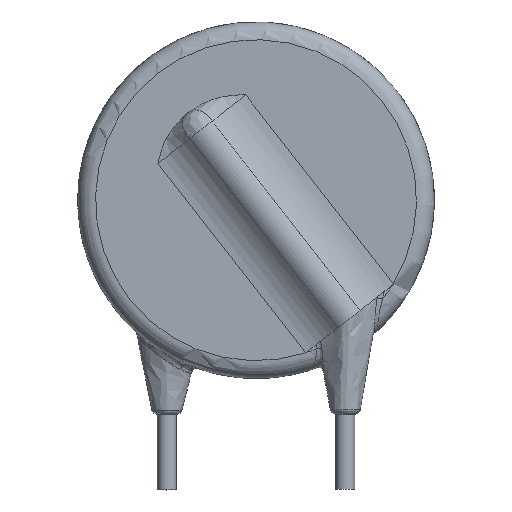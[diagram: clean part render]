
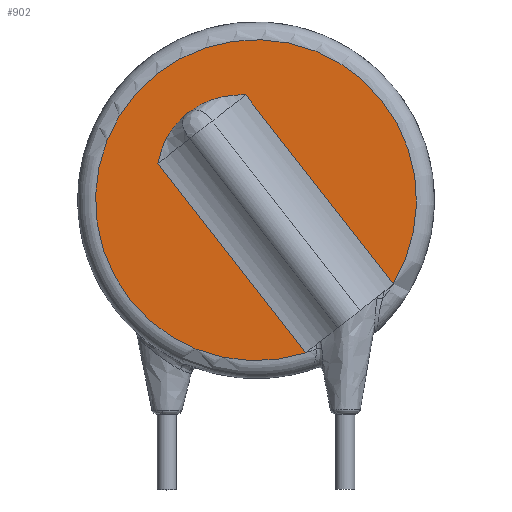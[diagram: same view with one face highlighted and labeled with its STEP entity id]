
A CAD part, top view. The second image highlights one B-rep face of the part: STEP entity #902.
In plain terms, the highlighted planar face has unit normal (0, 0, 1).
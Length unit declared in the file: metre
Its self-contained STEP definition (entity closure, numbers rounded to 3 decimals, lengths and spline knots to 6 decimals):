
#20=PLANE('',#1314);
#35=LINE('',#2339,#56);
#39=LINE('',#2357,#60);
#56=VECTOR('',#1405,1.);
#60=VECTOR('',#1417,1.);
#111=CIRCLE('',#1315,0.00675);
#282=ORIENTED_EDGE('',*,*,#478,.F.);
#283=ORIENTED_EDGE('',*,*,#465,.T.);
#284=ORIENTED_EDGE('',*,*,#461,.T.);
#285=ORIENTED_EDGE('',*,*,#471,.T.);
#286=ORIENTED_EDGE('',*,*,#507,.T.);
#461=EDGE_CURVE('',#580,#578,#653,.T.);
#465=EDGE_CURVE('',#582,#580,#657,.T.);
#471=EDGE_CURVE('',#578,#586,#35,.T.);
#478=EDGE_CURVE('',#582,#591,#39,.T.);
#507=EDGE_CURVE('',#586,#591,#111,.T.);
#578=VERTEX_POINT('',#2252);
#580=VERTEX_POINT('',#2259);
#582=VERTEX_POINT('',#2322);
#586=VERTEX_POINT('',#2340);
#591=VERTEX_POINT('',#2358);
#653=B_SPLINE_CURVE_WITH_KNOTS('',3,(#2254,#2255,#2256,#2257,#2258),
 .UNSPECIFIED.,.F.,.F.,(4,1,4),(0.,0.5,1.),.UNSPECIFIED.);
#657=B_SPLINE_CURVE_WITH_KNOTS('',3,(#2317,#2318,#2319,#2320,#2321),
 .UNSPECIFIED.,.F.,.F.,(4,1,4),(0.,0.5,1.),.UNSPECIFIED.);
#711=EDGE_LOOP('',(#282,#283,#284,#285,#286));
#772=FACE_BOUND('',#711,.T.);
#902=ADVANCED_FACE('',(#772),#20,.T.);
#1314=AXIS2_PLACEMENT_3D('',#2498,#1459,#1460);
#1315=AXIS2_PLACEMENT_3D('',#2499,#1461,#1462);
#1405=DIRECTION('',(0.616,-0.788,0.));
#1417=DIRECTION('',(0.616,-0.788,0.));
#1459=DIRECTION('',(0.,0.,1.));
#1460=DIRECTION('',(1.,0.,0.));
#1461=DIRECTION('',(0.,0.,1.));
#1462=DIRECTION('',(1.,0.,0.));
#2252=CARTESIAN_POINT('',(-0.000435,0.004426,0.0009));
#2254=CARTESIAN_POINT('',(-0.002866,0.003668,0.0009));
#2255=CARTESIAN_POINT('',(-0.002515,0.003943,0.0009));
#2256=CARTESIAN_POINT('',(-0.001756,0.004346,0.0009));
#2257=CARTESIAN_POINT('',(-0.000868,0.004439,0.0009));
#2258=CARTESIAN_POINT('',(-0.000435,0.004426,0.0009));
#2259=CARTESIAN_POINT('',(-0.002866,0.003668,0.0009));
#2317=CARTESIAN_POINT('',(-0.004134,0.001535,0.0009));
#2318=CARTESIAN_POINT('',(-0.004053,0.001949,0.0009));
#2319=CARTESIAN_POINT('',(-0.003767,0.002775,0.0009));
#2320=CARTESIAN_POINT('',(-0.00321,0.003399,0.0009));
#2321=CARTESIAN_POINT('',(-0.002866,0.003668,0.0009));
#2322=CARTESIAN_POINT('',(-0.004134,0.001535,0.0009));
#2339=CARTESIAN_POINT('',(-0.000989,0.005135,0.0009));
#2340=CARTESIAN_POINT('',(0.005765,-0.00351,0.0009));
#2357=CARTESIAN_POINT('',(-0.004689,0.002244,0.0009));
#2358=CARTESIAN_POINT('',(0.002081,-0.006421,0.0009));
#2498=CARTESIAN_POINT('',(0.,0.,0.0009));
#2499=CARTESIAN_POINT('',(0.,0.,0.0009));
